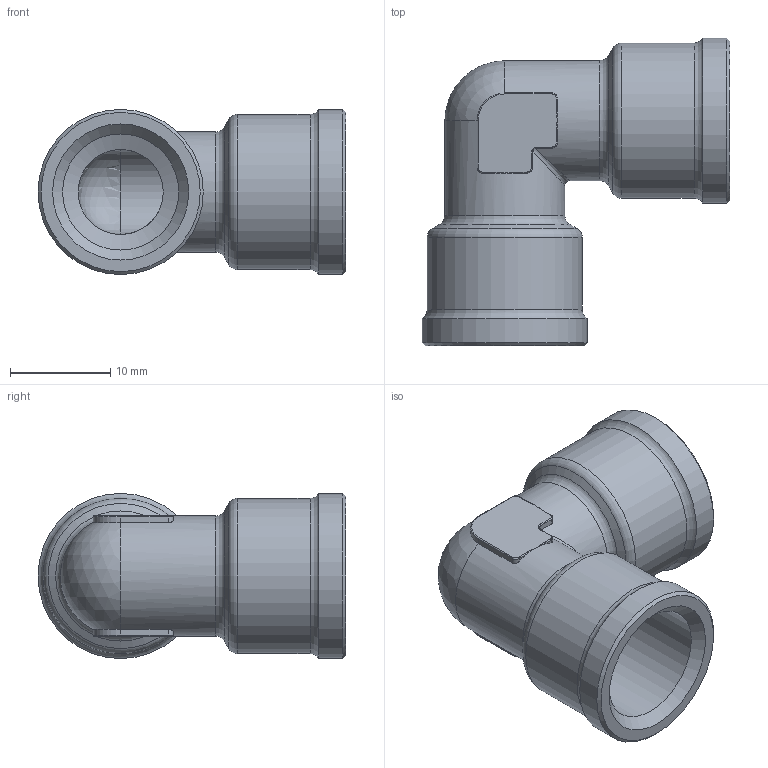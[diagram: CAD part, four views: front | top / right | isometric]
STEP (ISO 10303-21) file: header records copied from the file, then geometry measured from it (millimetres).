
FILE_DESCRIPTION(( 'RAL.21.14.14.stp' ), '1');
FILE_NAME( 'RAL.21.14.14.stp', '2021-02-22T10:31:51',( 'Sopra'),('sopra-pneumatic.com'), 'SwSTEP 2.0','SolidWorks 2009','' );
FILE_SCHEMA( ( 'CONFIG_CONTROL_DESIGN' ) );
Length unit declared in the file: millimetre
Products named in the file (1): <00C-0034-LF>-<Raccordo1>
Bounding box: 30.75 x 30.75 x 16.5 mm (x, y, z)
Volume: 3317.6 mm3; surface area: 3685.2 mm2
Topology: 1 solids, 1 shells, 95 faces, 228 edges, 125 vertices
Faces by surface type: cylinder 38, plane 20, torus 18, bspline 9, cone 8, sphere 2
Full cylindrical faces by diameter (mm): 8.5 x2, 11.6 x2, 12 x2, 15.5 x2, 16.5 x2
Entity records: 2861 total; most frequent: CARTESIAN_POINT 810, DIRECTION 442, ORIENTED_EDGE 382, EDGE_CURVE 191, AXIS2_PLACEMENT_3D 189, VERTEX_POINT 122, EDGE_LOOP 121, FACE_OUTER_BOUND 111
